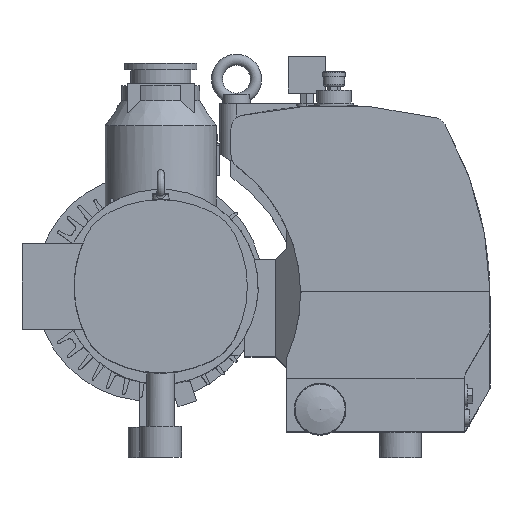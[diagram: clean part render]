
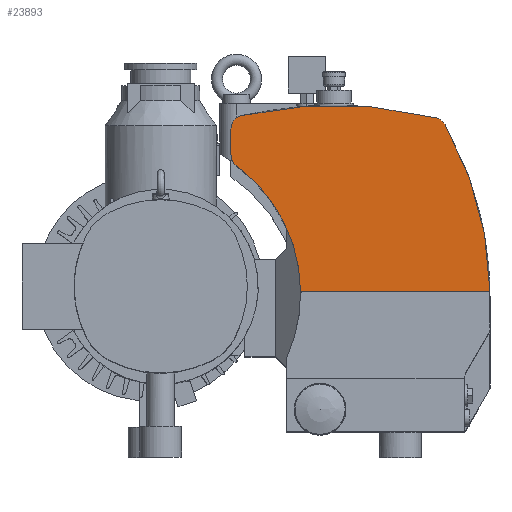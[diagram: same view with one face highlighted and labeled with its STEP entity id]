
A CAD part, top view. The second image highlights one B-rep face of the part: STEP entity #23893.
In plain terms, the highlighted planar face has unit normal (0, 0, 1).
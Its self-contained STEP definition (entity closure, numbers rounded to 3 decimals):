
#9139=CARTESIAN_POINT('',(-232.5,543.124,723.0));
#9140=VERTEX_POINT('',#9139);
#9149=CARTESIAN_POINT('',(-213.017,567.508,723.0));
#9150=VERTEX_POINT('',#9149);
#9151=CARTESIAN_POINT('',(-207.5,543.124,723.0));
#9152=DIRECTION('',(0.0,0.0,1.0));
#9153=DIRECTION('',(-1.0,0.,0.0));
#9154=AXIS2_PLACEMENT_3D('',#9151,#9152,#9153);
#9155=CIRCLE('',#9154,25.);
#9156=EDGE_CURVE('',#9150,#9140,#9155,.T.);
#9462=CARTESIAN_POINT('',(-232.5,497.747,723.0));
#9463=VERTEX_POINT('',#9462);
#9472=CARTESIAN_POINT('',(-232.5,543.124,723.0));
#9473=DIRECTION('',(0.0,-1.0,0.0));
#9474=VECTOR('',#9473,45.378);
#9475=LINE('',#9472,#9474);
#9476=EDGE_CURVE('',#9140,#9463,#9475,.T.);
#9816=CARTESIAN_POINT('',(136.128,563.173,723.0));
#9817=VERTEX_POINT('',#9816);
#9818=CARTESIAN_POINT('',(-47.5,-164.,723.0));
#9819=DIRECTION('',(0.0,0.0,1.));
#9820=DIRECTION('',(-0.221,0.975,0.0));
#9821=AXIS2_PLACEMENT_3D('',#9818,#9819,#9820);
#9822=CIRCLE('',#9821,750.);
#9823=EDGE_CURVE('',#9817,#9150,#9822,.T.);
#9865=CARTESIAN_POINT('',(151.779,551.223,723.0));
#9866=VERTEX_POINT('',#9865);
#9867=CARTESIAN_POINT('',(130.007,538.934,723.0));
#9868=DIRECTION('',(0.0,0.0,1.0));
#9869=DIRECTION('',(0.245,0.97,0.0));
#9870=AXIS2_PLACEMENT_3D('',#9867,#9868,#9869);
#9871=CIRCLE('',#9870,25.);
#9872=EDGE_CURVE('',#9866,#9817,#9871,.T.);
#10287=CARTESIAN_POINT('',(-222.419,477.687,723.));
#10288=VERTEX_POINT('',#10287);
#10297=CARTESIAN_POINT('',(-207.5,497.747,723.0));
#10298=DIRECTION('',(0.0,0.0,-1.0));
#10299=DIRECTION('',(-1.0,0.,0.0));
#10300=AXIS2_PLACEMENT_3D('',#10297,#10298,#10299);
#10301=CIRCLE('',#10300,25.);
#10302=EDGE_CURVE('',#10288,#9463,#10301,.T.);
#23857=CARTESIAN_POINT('',(-255.75,-29.297,723.0));
#23858=DIRECTION('',(0.0,0.0,1.0));
#23859=DIRECTION('',(1.0,0.0,0.0));
#23860=AXIS2_PLACEMENT_3D('',#23857,#23858,#23859);
#23861=PLANE('',#23860);
#23862=ORIENTED_EDGE('',*,*,#10302,.F.);
#23863=CARTESIAN_POINT('',(-107.507,251.0,723.0));
#23864=VERTEX_POINT('',#23863);
#23865=CARTESIAN_POINT('',(-392.5,249.,723.0));
#23866=DIRECTION('',(0.0,0.0,1.0));
#23867=DIRECTION('',(0.597,0.802,0.0));
#23868=AXIS2_PLACEMENT_3D('',#23865,#23866,#23867);
#23869=CIRCLE('',#23868,285.);
#23870=EDGE_CURVE('',#23864,#10288,#23869,.T.);
#23871=ORIENTED_EDGE('',*,*,#23870,.F.);
#23872=CARTESIAN_POINT('',(232.461,251.,723.));
#23873=VERTEX_POINT('',#23872);
#23874=CARTESIAN_POINT('',(-107.507,251.0,723.0));
#23875=DIRECTION('',(1.0,0.0,0.0));
#23876=VECTOR('',#23875,339.968);
#23877=LINE('',#23874,#23876);
#23878=EDGE_CURVE('',#23864,#23873,#23877,.T.);
#23879=ORIENTED_EDGE('',*,*,#23878,.T.);
#23880=CARTESIAN_POINT('',(-392.5,244.,723.0));
#23881=DIRECTION('',(0.0,0.0,1.));
#23882=DIRECTION('',(0.871,0.492,0.0));
#23883=AXIS2_PLACEMENT_3D('',#23880,#23881,#23882);
#23884=CIRCLE('',#23883,625.);
#23885=EDGE_CURVE('',#23873,#9866,#23884,.T.);
#23886=ORIENTED_EDGE('',*,*,#23885,.T.);
#23887=ORIENTED_EDGE('',*,*,#9872,.T.);
#23888=ORIENTED_EDGE('',*,*,#9823,.T.);
#23889=ORIENTED_EDGE('',*,*,#9156,.T.);
#23890=ORIENTED_EDGE('',*,*,#9476,.T.);
#23891=EDGE_LOOP('',(#23862,#23871,#23879,#23886,#23887,#23888,#23889,#23890));
#23892=FACE_OUTER_BOUND('',#23891,.T.);
#23893=ADVANCED_FACE('',(#23892),#23861,.T.);
